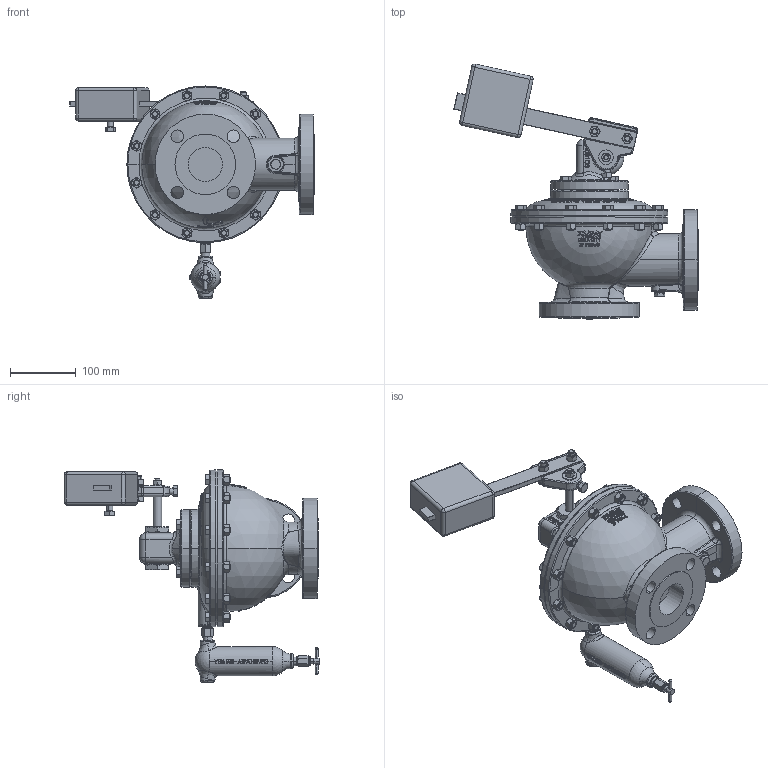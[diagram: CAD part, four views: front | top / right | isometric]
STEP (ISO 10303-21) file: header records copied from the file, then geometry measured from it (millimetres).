
FILE_DESCRIPTION (( 'STEP AP214' ), '1' );
FILE_NAME ('2 INCH 27 FWA-S (DAI).STEP', '2020-04-09T16:18:39', ( '' ), ( '' ), 'SwSTEP 2.0', 'SolidWorks 2019', '' );
FILE_SCHEMA (( 'AUTOMOTIVE_DESIGN' ));
Length unit declared in the file: inch
Products named in the file (1): 2 INCH 27 FWA-S (DAI)
Bounding box: 370.64 x 387.93 x 322.03 mm (x, y, z)
Volume: 3849098.1 mm3; surface area: 519036.3 mm2
Topology: 1 solids, 1 shells, 3547 faces, 9202 edges, 5872 vertices
Faces by surface type: plane 1763, bspline 626, cylinder 468, cone 435, sphere 129, torus 126
Entity records: 177164 total; most frequent: CARTESIAN_POINT 70449, ORIENTED_EDGE 18266, DIRECTION 14849, EDGE_CURVE 9133, VERTEX_POINT 5857, AXIS2_PLACEMENT_3D 5487, EDGE_LOOP 3876, VECTOR 3875
